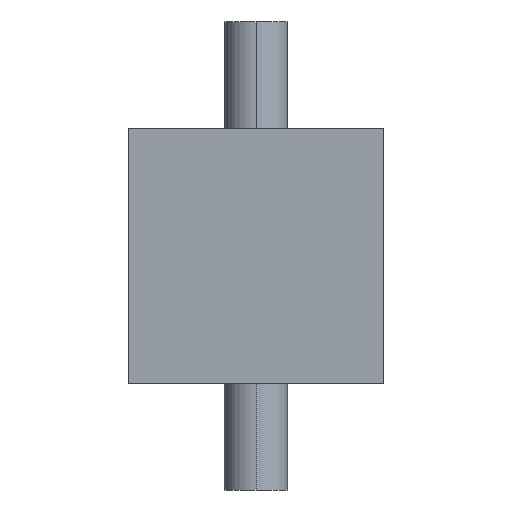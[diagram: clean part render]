
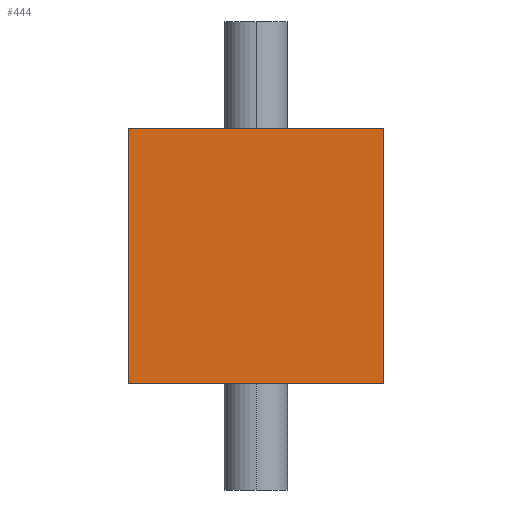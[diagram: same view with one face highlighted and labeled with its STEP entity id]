
A CAD part, left-side view. The second image highlights one B-rep face of the part: STEP entity #444.
In plain terms, the highlighted planar face has unit normal (-1, 0, 0).
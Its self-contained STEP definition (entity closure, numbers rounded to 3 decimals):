
#54 = VECTOR ( 'NONE', #98, 1000. ) ;
#64 = DIRECTION ( 'NONE',  ( 0., 0., -1. ) ) ;
#65 = VECTOR ( 'NONE', #64, 1000. ) ;
#78 = CARTESIAN_POINT ( 'NONE',  ( -200., -6., -6. ) ) ;
#82 = ORIENTED_EDGE ( 'NONE', *, *, #543, .F. ) ;
#98 = DIRECTION ( 'NONE',  ( 0., -1., 0. ) ) ;
#103 = CARTESIAN_POINT ( 'NONE',  ( -200., -6., 6. ) ) ;
#123 = CARTESIAN_POINT ( 'NONE',  ( -200., -6., 6. ) ) ;
#128 = EDGE_LOOP ( 'NONE', ( #82, #145, #150, #147 ) ) ;
#131 = CARTESIAN_POINT ( 'NONE',  ( -200., 6., 6. ) ) ;
#135 = LINE ( 'NONE', #78, #65 ) ;
#144 = VERTEX_POINT ( 'NONE', #167 ) ;
#145 = ORIENTED_EDGE ( 'NONE', *, *, #516, .F. ) ;
#147 = ORIENTED_EDGE ( 'NONE', *, *, #548, .F. ) ;
#150 = ORIENTED_EDGE ( 'NONE', *, *, #429, .F. ) ;
#167 = CARTESIAN_POINT ( 'NONE',  ( -200., 6., -6. ) ) ;
#188 = VERTEX_POINT ( 'NONE', #411 ) ;
#205 = VERTEX_POINT ( 'NONE', #131 ) ;
#207 = CARTESIAN_POINT ( 'NONE',  ( -200., -6., -6. ) ) ;
#245 = DIRECTION ( 'NONE',  ( 0., 0., 1. ) ) ;
#253 = CARTESIAN_POINT ( 'NONE',  ( -200., 6., -6. ) ) ;
#254 = LINE ( 'NONE', #103, #54 ) ;
#288 = VECTOR ( 'NONE', #245, 1000. ) ;
#292 = LINE ( 'NONE', #253, #288 ) ;
#326 = VECTOR ( 'NONE', #368, 1000. ) ;
#335 = FACE_OUTER_BOUND ( 'NONE', #128, .T. ) ;
#341 = CARTESIAN_POINT ( 'NONE',  ( -200., 0., 0. ) ) ;
#368 = DIRECTION ( 'NONE',  ( 0., 1., 0. ) ) ;
#393 = VERTEX_POINT ( 'NONE', #123 ) ;
#395 = LINE ( 'NONE', #207, #326 ) ;
#411 = CARTESIAN_POINT ( 'NONE',  ( -200., -6., -6. ) ) ;
#422 = PLANE ( 'NONE',  #505 ) ;
#429 = EDGE_CURVE ( 'NONE', #188, #144, #395, .T. ) ;
#444 = ADVANCED_FACE ( 'NONE', ( #335 ), #422, .F. ) ;
#445 = DIRECTION ( 'NONE',  ( 0., 0., -1. ) ) ;
#449 = DIRECTION ( 'NONE',  ( 1., 0., 0. ) ) ;
#505 = AXIS2_PLACEMENT_3D ( 'NONE', #341, #449, #445 ) ;
#516 = EDGE_CURVE ( 'NONE', #144, #205, #292, .T. ) ;
#543 = EDGE_CURVE ( 'NONE', #205, #393, #254, .T. ) ;
#548 = EDGE_CURVE ( 'NONE', #393, #188, #135, .T. ) ;
